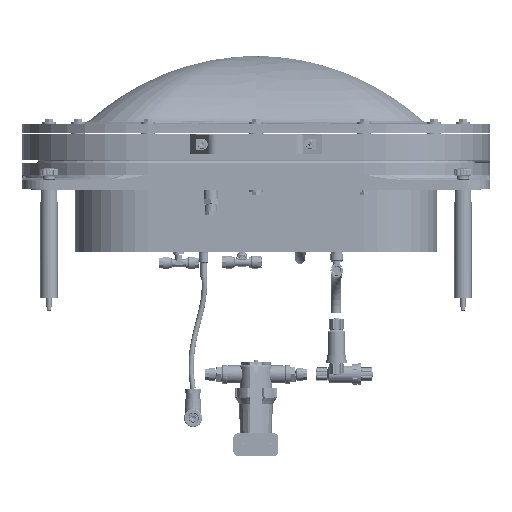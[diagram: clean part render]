
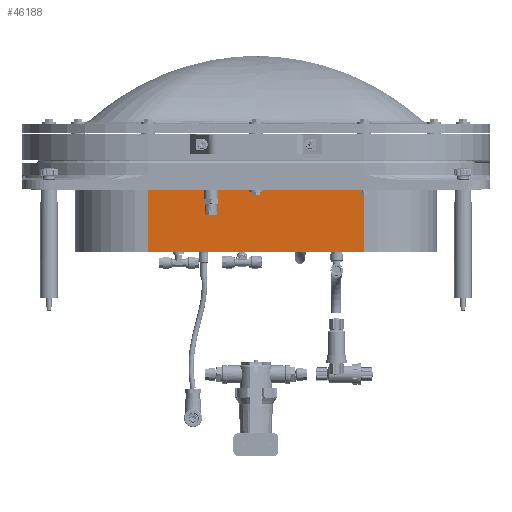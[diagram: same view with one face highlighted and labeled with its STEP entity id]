
A CAD part, left-side view. The second image highlights one B-rep face of the part: STEP entity #46188.
In plain terms, the highlighted planar face has unit normal (-1, 0, 0).
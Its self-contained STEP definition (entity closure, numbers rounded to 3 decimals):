
#6428=FACE_OUTER_BOUND('',#52327,.T.);
#10671=LINE('',#175696,#17439);
#10672=LINE('',#175699,#17440);
#10673=LINE('',#175701,#17441);
#10674=LINE('',#175703,#17442);
#17439=VECTOR('',#130790,1.);
#17440=VECTOR('',#130791,1.);
#17441=VECTOR('',#130792,1.);
#17442=VECTOR('',#130793,1.);
#46188=ADVANCED_FACE('',(#6428),#48229,.T.);
#48229=PLANE('',#116656);
#52327=EDGE_LOOP('',(#61303,#61304,#61305,#61306));
#61303=ORIENTED_EDGE('',*,*,#93186,.T.);
#61304=ORIENTED_EDGE('',*,*,#93187,.T.);
#61305=ORIENTED_EDGE('',*,*,#93188,.T.);
#61306=ORIENTED_EDGE('',*,*,#93189,.T.);
#77254=VERTEX_POINT('',#175697);
#77255=VERTEX_POINT('',#175698);
#77256=VERTEX_POINT('',#175700);
#77257=VERTEX_POINT('',#175702);
#93186=EDGE_CURVE('',#77254,#77255,#10671,.T.);
#93187=EDGE_CURVE('',#77255,#77256,#10672,.T.);
#93188=EDGE_CURVE('',#77256,#77257,#10673,.T.);
#93189=EDGE_CURVE('',#77257,#77254,#10674,.T.);
#116656=AXIS2_PLACEMENT_3D('',#175704,#130794,#130795);
#130790=DIRECTION('',(0.,-1.,0.));
#130791=DIRECTION('',(0.,0.,1.));
#130792=DIRECTION('',(0.,1.,0.));
#130793=DIRECTION('',(0.,0.,-1.));
#130794=DIRECTION('',(-1.,0.,0.));
#130795=DIRECTION('',(0.,-1.,0.));
#175696=CARTESIAN_POINT('',(-176.5,-120.,-69.));
#175697=CARTESIAN_POINT('',(-176.5,120.,-69.));
#175698=CARTESIAN_POINT('',(-176.5,-120.,-69.));
#175699=CARTESIAN_POINT('',(-176.5,-120.,1.));
#175700=CARTESIAN_POINT('',(-176.5,-120.,1.));
#175701=CARTESIAN_POINT('',(-176.5,-120.,1.));
#175702=CARTESIAN_POINT('',(-176.5,120.,1.));
#175703=CARTESIAN_POINT('',(-176.5,120.,1.));
#175704=CARTESIAN_POINT('',(-176.5,-120.,1.));
